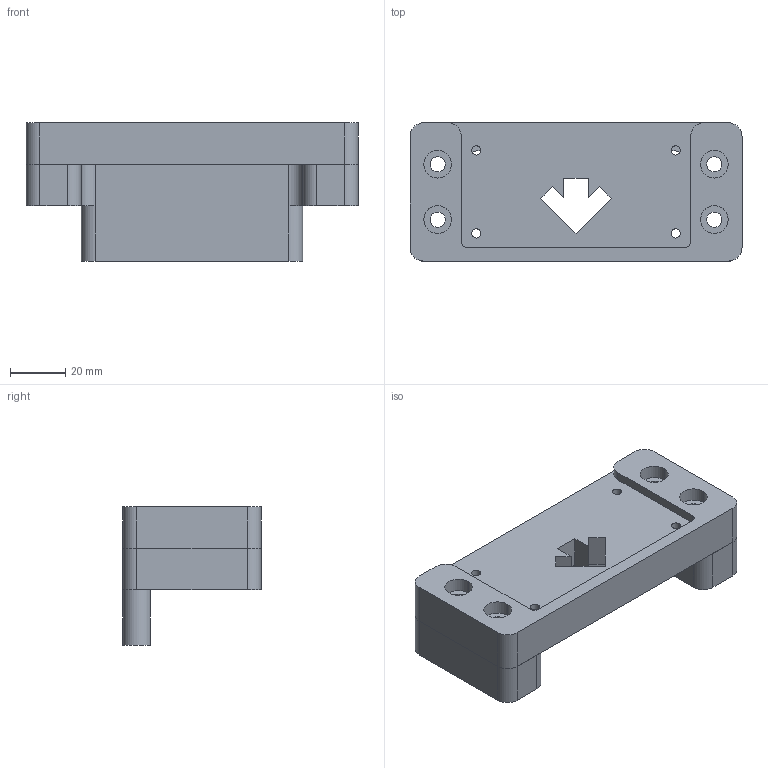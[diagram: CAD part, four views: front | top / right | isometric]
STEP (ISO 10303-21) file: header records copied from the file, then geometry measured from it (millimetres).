
FILE_DESCRIPTION(/* description */ ('STEP AP242','CAx-IF Rec.Pracs.---Representation and Presentation of Product Manufacturing Information (PMI)---4.0---2014-10-13','CAx-IF Rec.Pracs.---3D Tessellated Geometry---0.4---2014-09-14','2;1'),/* implementation_level */ '2;1');
FILE_NAME(/* name */ '68561c378eadb136d918cb14',/* time_stamp */ '2025-06-21T02:43:03Z',/* author */ (''),/* organization */ (''),/* preprocessor_version */ 'ST-DEVELOPER v20',/* originating_system */ 'ONSHAPE BY PTC INC, 1.199',/* authorisation */ ' ');
FILE_SCHEMA (('AP242_MANAGED_MODEL_BASED_3D_ENGINEERING_MIM_LF { 1 0 10303 442 1 1 4 }'));
Length unit declared in the file: millimetre
Products named in the file (3): Assembly 1; Bridge Plate - OVSAL; Skirt
Assembly tree (2 placements, depth 2):
  Assembly 1
    Bridge Plate - OVSAL
    Skirt
Bounding box: 120 x 50 x 50 mm (x, y, z)
Volume: 127213.8 mm3; surface area: 35259.5 mm2
Topology: 2 solids, 2 shells, 162 faces, 443 edges, 298 vertices
Faces by surface type: cylinder 92, plane 70
Entity records: 5345 total; most frequent: DIRECTION 967, CARTESIAN_POINT 906, ORIENTED_EDGE 886, EDGE_CURVE 443, AXIS2_PLACEMENT_3D 359, VERTEX_POINT 298, LINE 249, VECTOR 249
